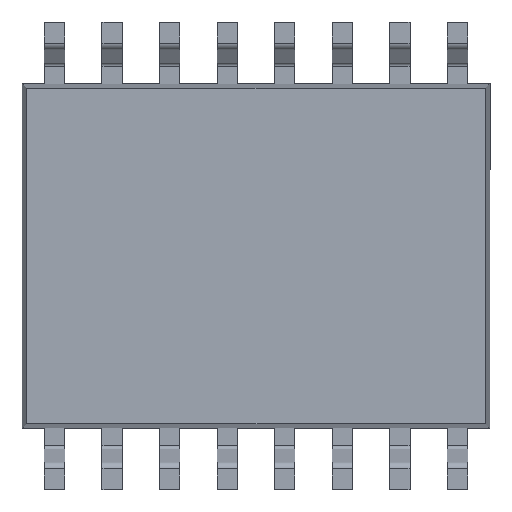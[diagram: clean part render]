
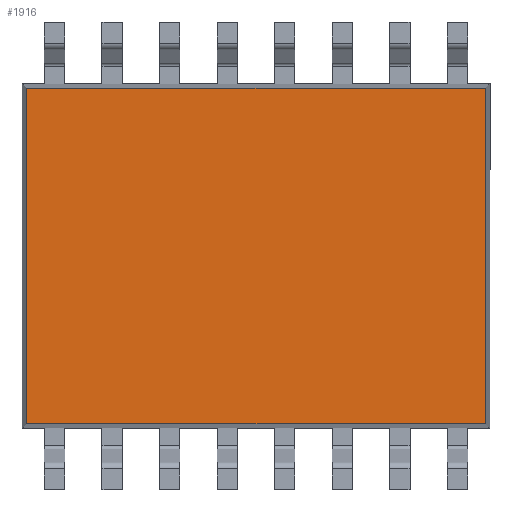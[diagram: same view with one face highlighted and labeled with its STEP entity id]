
A CAD part, front view. The second image highlights one B-rep face of the part: STEP entity #1916.
In plain terms, the highlighted face is planar.
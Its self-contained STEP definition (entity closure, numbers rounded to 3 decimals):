
#124 = CARTESIAN_POINT ( 'NONE',  ( 0., -3.7, 0.15 ) ) ;
#150 = LINE ( 'NONE', #124, #1781 ) ;
#226 = CARTESIAN_POINT ( 'NONE',  ( -5.065, 3.7, 0.15 ) ) ;
#233 = CARTESIAN_POINT ( 'NONE',  ( -5.065, -3.7, 0.15 ) ) ;
#299 = LINE ( 'NONE', #1044, #927 ) ;
#318 = VERTEX_POINT ( 'NONE', #1073 ) ;
#366 = CARTESIAN_POINT ( 'NONE',  ( 5.065, -3.7, 0.15 ) ) ;
#368 = ORIENTED_EDGE ( 'NONE', *, *, #595, .T. ) ;
#469 = AXIS2_PLACEMENT_3D ( 'NONE', #1350, #1850, #1866 ) ;
#595 = EDGE_CURVE ( 'NONE', #1934, #318, #706, .T. ) ;
#599 = EDGE_CURVE ( 'NONE', #318, #1800, #870, .T. ) ;
#706 = LINE ( 'NONE', #882, #2220 ) ;
#870 = LINE ( 'NONE', #1959, #2340 ) ;
#882 = CARTESIAN_POINT ( 'NONE',  ( 0., 3.7, 0.15 ) ) ;
#927 = VECTOR ( 'NONE', #1615, 1000. ) ;
#1044 = CARTESIAN_POINT ( 'NONE',  ( -5.065, 0., 0.15 ) ) ;
#1073 = CARTESIAN_POINT ( 'NONE',  ( 5.065, 3.7, 0.15 ) ) ;
#1249 = DIRECTION ( 'NONE',  ( -1., 0., 0. ) ) ;
#1331 = FACE_OUTER_BOUND ( 'NONE', #1517, .T. ) ;
#1342 = ORIENTED_EDGE ( 'NONE', *, *, #1551, .T. ) ;
#1350 = CARTESIAN_POINT ( 'NONE',  ( 0., 0., 0.15 ) ) ;
#1467 = VERTEX_POINT ( 'NONE', #233 ) ;
#1517 = EDGE_LOOP ( 'NONE', ( #1342, #368, #1908, #1807 ) ) ;
#1551 = EDGE_CURVE ( 'NONE', #1467, #1934, #299, .T. ) ;
#1615 = DIRECTION ( 'NONE',  ( 0., 1., 0. ) ) ;
#1616 = DIRECTION ( 'NONE',  ( 0., -1., 0. ) ) ;
#1650 = DIRECTION ( 'NONE',  ( 1., 0., 0. ) ) ;
#1781 = VECTOR ( 'NONE', #1249, 1000. ) ;
#1800 = VERTEX_POINT ( 'NONE', #366 ) ;
#1807 = ORIENTED_EDGE ( 'NONE', *, *, #2323, .T. ) ;
#1850 = DIRECTION ( 'NONE',  ( 0., 0., -1. ) ) ;
#1866 = DIRECTION ( 'NONE',  ( -1., 0., 0. ) ) ;
#1908 = ORIENTED_EDGE ( 'NONE', *, *, #599, .T. ) ;
#1916 = ADVANCED_FACE ( 'NONE', ( #1331 ), #2050, .T. ) ;
#1934 = VERTEX_POINT ( 'NONE', #226 ) ;
#1959 = CARTESIAN_POINT ( 'NONE',  ( 5.065, 0., 0.15 ) ) ;
#2050 = PLANE ( 'NONE',  #469 ) ;
#2220 = VECTOR ( 'NONE', #1650, 1000. ) ;
#2323 = EDGE_CURVE ( 'NONE', #1800, #1467, #150, .T. ) ;
#2340 = VECTOR ( 'NONE', #1616, 1000. ) ;
